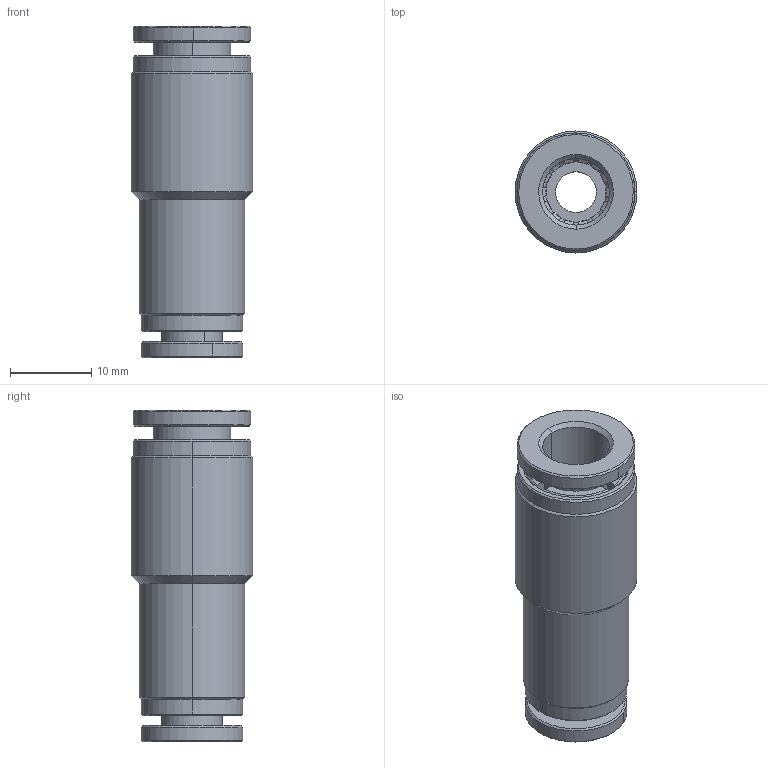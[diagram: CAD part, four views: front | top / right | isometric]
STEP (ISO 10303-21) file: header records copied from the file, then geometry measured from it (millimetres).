
FILE_DESCRIPTION (( 'STEP AP214' ), '1' );
FILE_NAME ('RUS8-6W.STEP', '2018-06-13T18:23:14', ( '' ), ( '' ), 'SwSTEP 2.0', 'SolidWorks 2016', '' );
FILE_SCHEMA (( 'AUTOMOTIVE_DESIGN' ));
Length unit declared in the file: millimetre
Products named in the file (1): RUS8-6W
Bounding box: 15 x 15 x 40.8 mm (x, y, z)
Volume: 3907.8 mm3; surface area: 6463.1 mm2
Topology: 11 solids, 11 shells, 674 faces, 1848 edges, 1202 vertices
Faces by surface type: plane 252, cone 232, cylinder 124, bspline 62, torus 4
Entity records: 30720 total; most frequent: CARTESIAN_POINT 7141, ORIENTED_EDGE 3696, DIRECTION 2974, EDGE_CURVE 1848, AXIS2_PLACEMENT_3D 1235, VERTEX_POINT 1202, B_SPLINE_CURVE_WITH_KNOTS 722, EDGE_LOOP 702
